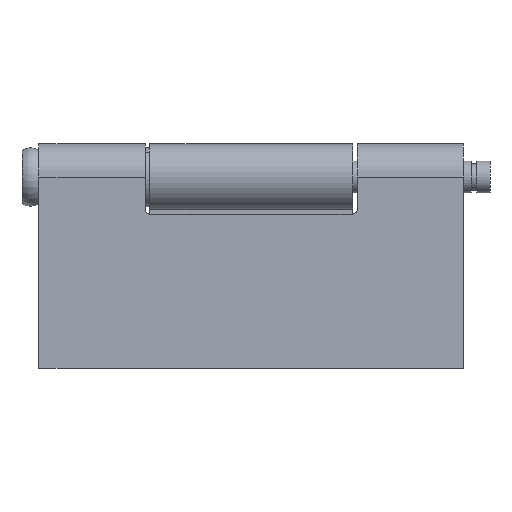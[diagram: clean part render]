
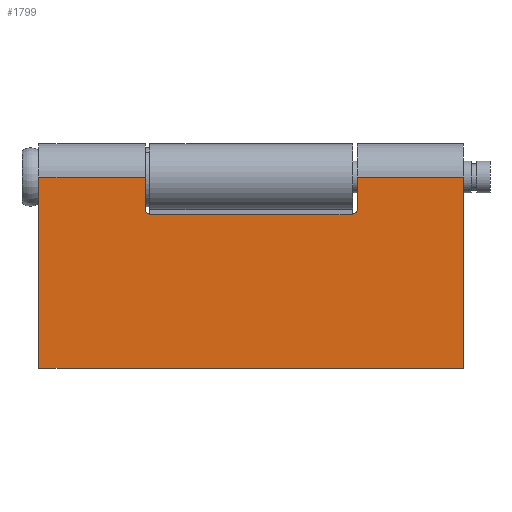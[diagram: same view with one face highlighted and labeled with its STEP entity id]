
A CAD part, left-side view. The second image highlights one B-rep face of the part: STEP entity #1799.
In plain terms, the highlighted face is planar.
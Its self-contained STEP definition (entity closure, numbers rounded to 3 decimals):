
#56 = VERTEX_POINT ( 'NONE', #1306 ) ;
#69 = DIRECTION ( 'NONE',  ( 0., 1., 0. ) ) ;
#101 = PLANE ( 'NONE',  #1103 ) ;
#110 = DIRECTION ( 'NONE',  ( 0., 0., 1. ) ) ;
#132 = ORIENTED_EDGE ( 'NONE', *, *, #1534, .T. ) ;
#153 = CARTESIAN_POINT ( 'NONE',  ( 36., -6.25, 40. ) ) ;
#170 = CARTESIAN_POINT ( 'NONE',  ( 0., -6.25, 40. ) ) ;
#217 = EDGE_CURVE ( 'NONE', #542, #876, #1864, .T. ) ;
#288 = CARTESIAN_POINT ( 'NONE',  ( 7., -6.25, 19. ) ) ;
#343 = DIRECTION ( 'NONE',  ( 0., 1., 0. ) ) ;
#346 = DIRECTION ( 'NONE',  ( 0., 1., 0. ) ) ;
#395 = LINE ( 'NONE', #170, #2197 ) ;
#408 = LINE ( 'NONE', #153, #1062 ) ;
#430 = VERTEX_POINT ( 'NONE', #1944 ) ;
#458 = DIRECTION ( 'NONE',  ( -1., 0., 0. ) ) ;
#509 = DIRECTION ( 'NONE',  ( 0., 0., -1. ) ) ;
#515 = EDGE_CURVE ( 'NONE', #876, #2388, #408, .T. ) ;
#542 = VERTEX_POINT ( 'NONE', #893 ) ;
#556 = EDGE_LOOP ( 'NONE', ( #1251, #933, #1698, #2271, #1707, #132, #929, #2547, #2195, #2855 ) ) ;
#568 = EDGE_CURVE ( 'NONE', #542, #771, #1840, .T. ) ;
#640 = CARTESIAN_POINT ( 'NONE',  ( 36., -6.25, -40. ) ) ;
#704 = EDGE_CURVE ( 'NONE', #1842, #2180, #1921, .T. ) ;
#710 = LINE ( 'NONE', #905, #2541 ) ;
#771 = VERTEX_POINT ( 'NONE', #2818 ) ;
#876 = VERTEX_POINT ( 'NONE', #2189 ) ;
#893 = CARTESIAN_POINT ( 'NONE',  ( 0., -6.25, 40. ) ) ;
#905 = CARTESIAN_POINT ( 'NONE',  ( 0., -6.25, -40. ) ) ;
#929 = ORIENTED_EDGE ( 'NONE', *, *, #1605, .T. ) ;
#933 = ORIENTED_EDGE ( 'NONE', *, *, #2049, .T. ) ;
#1018 = VERTEX_POINT ( 'NONE', #2477 ) ;
#1048 = FACE_OUTER_BOUND ( 'NONE', #556, .T. ) ;
#1062 = VECTOR ( 'NONE', #2551, 1000. ) ;
#1065 = DIRECTION ( 'NONE',  ( 0., 0., -1. ) ) ;
#1103 = AXIS2_PLACEMENT_3D ( 'NONE', #2990, #346, #1299 ) ;
#1138 = DIRECTION ( 'NONE',  ( 1., 0., 0. ) ) ;
#1251 = ORIENTED_EDGE ( 'NONE', *, *, #1439, .T. ) ;
#1299 = DIRECTION ( 'NONE',  ( 0., 0., 1. ) ) ;
#1306 = CARTESIAN_POINT ( 'NONE',  ( 0., -6.25, -40. ) ) ;
#1312 = VECTOR ( 'NONE', #1813, 1000. ) ;
#1314 = AXIS2_PLACEMENT_3D ( 'NONE', #2465, #343, #110 ) ;
#1317 = CARTESIAN_POINT ( 'NONE',  ( 6., -6.25, -20. ) ) ;
#1439 = EDGE_CURVE ( 'NONE', #771, #430, #2970, .T. ) ;
#1511 = VECTOR ( 'NONE', #509, 1000. ) ;
#1534 = EDGE_CURVE ( 'NONE', #2180, #56, #395, .T. ) ;
#1605 = EDGE_CURVE ( 'NONE', #56, #2388, #710, .T. ) ;
#1671 = DIRECTION ( 'NONE',  ( 1., 0., 0. ) ) ;
#1692 = EDGE_CURVE ( 'NONE', #2055, #1018, #3018, .T. ) ;
#1698 = ORIENTED_EDGE ( 'NONE', *, *, #1692, .T. ) ;
#1707 = ORIENTED_EDGE ( 'NONE', *, *, #704, .T. ) ;
#1743 = CARTESIAN_POINT ( 'NONE',  ( 0., -6.25, -20. ) ) ;
#1794 = DIRECTION ( 'NONE',  ( 1., 0., 0. ) ) ;
#1799 = ADVANCED_FACE ( 'NONE', ( #1048 ), #101, .F. ) ;
#1808 = VECTOR ( 'NONE', #1794, 1000. ) ;
#1813 = DIRECTION ( 'NONE',  ( 0., 0., -1. ) ) ;
#1840 = LINE ( 'NONE', #2502, #1312 ) ;
#1842 = VERTEX_POINT ( 'NONE', #1317 ) ;
#1864 = LINE ( 'NONE', #2767, #2447 ) ;
#1921 = LINE ( 'NONE', #2580, #2887 ) ;
#1937 = DIRECTION ( 'NONE',  ( 0., 0., 1. ) ) ;
#1944 = CARTESIAN_POINT ( 'NONE',  ( 6., -6.25, 20. ) ) ;
#2049 = EDGE_CURVE ( 'NONE', #430, #2055, #2199, .T. ) ;
#2055 = VERTEX_POINT ( 'NONE', #288 ) ;
#2111 = CARTESIAN_POINT ( 'NONE',  ( 7., -6.25, 40. ) ) ;
#2180 = VERTEX_POINT ( 'NONE', #1743 ) ;
#2189 = CARTESIAN_POINT ( 'NONE',  ( 36., -6.25, 40. ) ) ;
#2195 = ORIENTED_EDGE ( 'NONE', *, *, #217, .F. ) ;
#2197 = VECTOR ( 'NONE', #1065, 1000. ) ;
#2199 = CIRCLE ( 'NONE', #2831, 1. ) ;
#2271 = ORIENTED_EDGE ( 'NONE', *, *, #2316, .T. ) ;
#2316 = EDGE_CURVE ( 'NONE', #1018, #1842, #2347, .T. ) ;
#2347 = CIRCLE ( 'NONE', #1314, 1. ) ;
#2388 = VERTEX_POINT ( 'NONE', #640 ) ;
#2427 = CARTESIAN_POINT ( 'NONE',  ( 6., -6.25, 19. ) ) ;
#2447 = VECTOR ( 'NONE', #1671, 1000. ) ;
#2465 = CARTESIAN_POINT ( 'NONE',  ( 6., -6.25, -19. ) ) ;
#2477 = CARTESIAN_POINT ( 'NONE',  ( 7., -6.25, -19. ) ) ;
#2502 = CARTESIAN_POINT ( 'NONE',  ( 0., -6.25, 40. ) ) ;
#2541 = VECTOR ( 'NONE', #1138, 1000. ) ;
#2547 = ORIENTED_EDGE ( 'NONE', *, *, #515, .F. ) ;
#2551 = DIRECTION ( 'NONE',  ( 0., 0., -1. ) ) ;
#2580 = CARTESIAN_POINT ( 'NONE',  ( 0., -6.25, -20. ) ) ;
#2731 = CARTESIAN_POINT ( 'NONE',  ( 0., -6.25, 20. ) ) ;
#2767 = CARTESIAN_POINT ( 'NONE',  ( 0., -6.25, 40. ) ) ;
#2818 = CARTESIAN_POINT ( 'NONE',  ( 0., -6.25, 20. ) ) ;
#2831 = AXIS2_PLACEMENT_3D ( 'NONE', #2427, #69, #1937 ) ;
#2855 = ORIENTED_EDGE ( 'NONE', *, *, #568, .T. ) ;
#2887 = VECTOR ( 'NONE', #458, 1000. ) ;
#2970 = LINE ( 'NONE', #2731, #1808 ) ;
#2990 = CARTESIAN_POINT ( 'NONE',  ( 0., -6.25, 40. ) ) ;
#3018 = LINE ( 'NONE', #2111, #1511 ) ;
